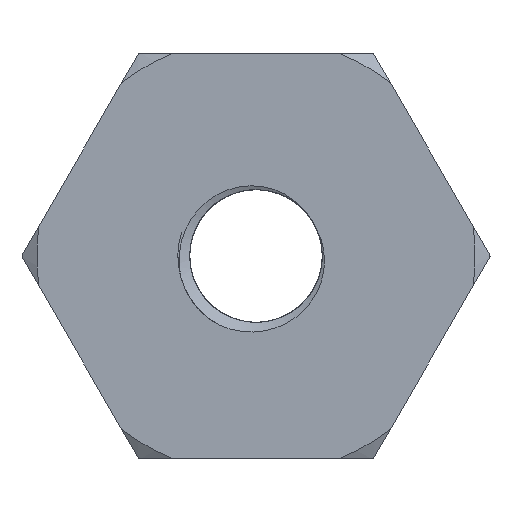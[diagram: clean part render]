
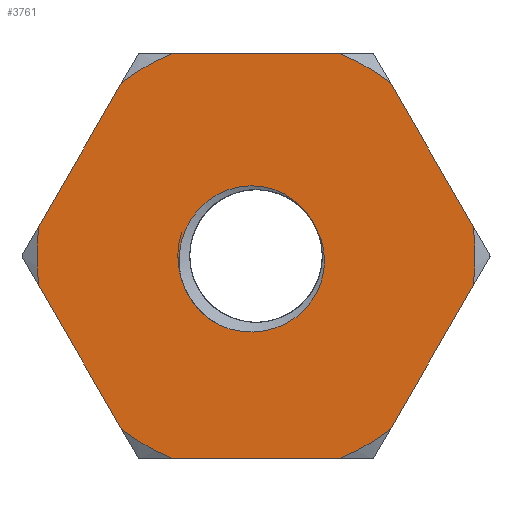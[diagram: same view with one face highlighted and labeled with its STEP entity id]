
A CAD part, left-side view. The second image highlights one B-rep face of the part: STEP entity #3761.
In plain terms, the highlighted planar face has unit normal (-1, 0, 0).
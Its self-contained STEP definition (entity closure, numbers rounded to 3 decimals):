
#121=DIRECTION('',(0.,-0.5,0.866));
#122=VECTOR('',#121,14.236);
#123=CARTESIAN_POINT('',(0.,18.671,2.56));
#124=LINE('',#123,#122);
#125=CARTESIAN_POINT('',(0.,0.,0.));
#126=DIRECTION('',(-1.,0.,0.));
#127=DIRECTION('',(0.,0.378,0.926));
#128=AXIS2_PLACEMENT_3D('',#125,#126,#127);
#130=DIRECTION('',(0.,-1.,0.));
#131=VECTOR('',#130,14.236);
#132=CARTESIAN_POINT('',(0.,7.118,17.45));
#133=LINE('',#132,#131);
#134=CARTESIAN_POINT('',(0.,0.,0.));
#135=DIRECTION('',(-1.,0.,0.));
#136=DIRECTION('',(0.,-0.613,0.79));
#137=AXIS2_PLACEMENT_3D('',#134,#135,#136);
#139=DIRECTION('',(0.,-0.5,-0.866));
#140=VECTOR('',#139,14.236);
#141=CARTESIAN_POINT('',(0.,-11.553,14.89));
#142=LINE('',#141,#140);
#143=DIRECTION('',(0.,0.5,-0.866));
#144=VECTOR('',#143,14.236);
#145=CARTESIAN_POINT('',(0.,-18.671,-2.56));
#146=LINE('',#145,#144);
#147=CARTESIAN_POINT('',(0.,0.,0.));
#148=DIRECTION('',(-1.,0.,0.));
#149=DIRECTION('',(0.,-0.378,-0.926));
#150=AXIS2_PLACEMENT_3D('',#147,#148,#149);
#152=DIRECTION('',(0.,1.,0.));
#153=VECTOR('',#152,14.236);
#154=CARTESIAN_POINT('',(0.,-7.118,-17.45));
#155=LINE('',#154,#153);
#156=CARTESIAN_POINT('',(0.,0.,0.));
#157=DIRECTION('',(-1.,0.,0.));
#158=DIRECTION('',(0.,0.613,-0.79));
#159=AXIS2_PLACEMENT_3D('',#156,#157,#158);
#161=DIRECTION('',(0.,0.5,0.866));
#162=VECTOR('',#161,14.236);
#163=CARTESIAN_POINT('',(0.,11.553,-14.89));
#164=LINE('',#163,#162);
#165=CARTESIAN_POINT('',(0.,0.,0.));
#166=DIRECTION('',(1.,0.,0.));
#167=DIRECTION('',(0.,-0.77,0.638));
#168=AXIS2_PLACEMENT_3D('',#165,#166,#167);
#170=CARTESIAN_POINT('',(0.,6.419,-1.998));
#171=CARTESIAN_POINT('',(0.,6.512,-1.627));
#172=CARTESIAN_POINT('',(0.,6.632,-0.883));
#173=CARTESIAN_POINT('',(0.,6.625,0.238));
#174=CARTESIAN_POINT('',(0.,6.425,1.349));
#175=CARTESIAN_POINT('',(0.,6.049,2.385));
#176=CARTESIAN_POINT('',(0.,5.5,3.349));
#177=CARTESIAN_POINT('',(0.,4.801,4.193));
#178=CARTESIAN_POINT('',(0.,3.979,4.899));
#179=CARTESIAN_POINT('',(0.,3.049,5.452));
#180=CARTESIAN_POINT('',(0.,2.053,5.832));
#181=CARTESIAN_POINT('',(0.,1.009,6.035));
#182=CARTESIAN_POINT('',(0.,-0.045,6.054));
#183=CARTESIAN_POINT('',(0.,-1.076,5.892));
#184=CARTESIAN_POINT('',(0.,-2.058,5.556));
#185=CARTESIAN_POINT('',(0.,-2.957,5.059));
#186=CARTESIAN_POINT('',(0.,-3.75,4.417));
#187=CARTESIAN_POINT('',(0.,-4.189,3.913));
#188=CARTESIAN_POINT('',(0.,-4.387,3.639));
#190=CARTESIAN_POINT('',(0.,3.161,-5.939));
#191=CARTESIAN_POINT('',(0.,3.507,-5.755));
#192=CARTESIAN_POINT('',(0.,4.143,-5.34));
#193=CARTESIAN_POINT('',(0.,4.958,-4.587));
#194=CARTESIAN_POINT('',(0.,5.591,-3.782));
#195=CARTESIAN_POINT('',(0.,6.083,-2.92));
#196=CARTESIAN_POINT('',(0.,6.322,-2.311));
#197=CARTESIAN_POINT('',(0.,6.419,-1.998));
#199=CARTESIAN_POINT('',(0.,-5.198,2.338));
#200=CARTESIAN_POINT('',(0.,-5.353,2.052));
#201=CARTESIAN_POINT('',(0.,-5.61,1.461));
#202=CARTESIAN_POINT('',(0.,-5.845,0.507));
#203=CARTESIAN_POINT('',(0.,-5.917,-0.483));
#204=CARTESIAN_POINT('',(0.,-5.821,-1.478));
#205=CARTESIAN_POINT('',(0.,-5.559,-2.45));
#206=CARTESIAN_POINT('',(0.,-5.132,-3.379));
#207=CARTESIAN_POINT('',(0.,-4.557,-4.223));
#208=CARTESIAN_POINT('',(0.,-3.839,-4.972));
#209=CARTESIAN_POINT('',(0.,-3.002,-5.596));
#210=CARTESIAN_POINT('',(0.,-2.069,-6.076));
#211=CARTESIAN_POINT('',(0.,-1.055,-6.401));
#212=CARTESIAN_POINT('',(0.,-0.001,-6.555));
#213=CARTESIAN_POINT('',(0.,1.076,-6.535));
#214=CARTESIAN_POINT('',(0.,2.147,-6.337));
#215=CARTESIAN_POINT('',(0.,2.827,-6.092));
#216=CARTESIAN_POINT('',(0.,3.161,-5.939));
#232=CARTESIAN_POINT('',(0.,0.,0.));
#233=DIRECTION('',(-1.,0.,0.));
#234=DIRECTION('',(0.,0.991,0.136));
#235=AXIS2_PLACEMENT_3D('',#232,#233,#234);
#258=CARTESIAN_POINT('',(0.,0.,0.));
#259=DIRECTION('',(-1.,0.,0.));
#260=DIRECTION('',(0.,-0.991,-0.136));
#261=AXIS2_PLACEMENT_3D('',#258,#259,#260);
#3511=CARTESIAN_POINT('',(0.,11.553,-14.89));
#3512=CARTESIAN_POINT('',(0.,7.118,-17.45));
#3513=VERTEX_POINT('',#3511);
#3514=VERTEX_POINT('',#3512);
#3515=CARTESIAN_POINT('',(0.,-7.118,-17.45));
#3516=CARTESIAN_POINT('',(0.,-11.553,-14.89));
#3517=VERTEX_POINT('',#3515);
#3518=VERTEX_POINT('',#3516);
#3519=CARTESIAN_POINT('',(0.,-11.553,14.89));
#3520=CARTESIAN_POINT('',(0.,-7.118,17.45));
#3521=VERTEX_POINT('',#3519);
#3522=VERTEX_POINT('',#3520);
#3523=CARTESIAN_POINT('',(0.,7.118,17.45));
#3524=CARTESIAN_POINT('',(0.,11.553,14.89));
#3525=VERTEX_POINT('',#3523);
#3526=VERTEX_POINT('',#3524);
#3543=CARTESIAN_POINT('',(0.,18.671,-2.56));
#3544=VERTEX_POINT('',#3543);
#3545=CARTESIAN_POINT('',(0.,18.671,2.56));
#3546=VERTEX_POINT('',#3545);
#3547=CARTESIAN_POINT('',(0.,-18.671,2.56));
#3548=VERTEX_POINT('',#3547);
#3549=CARTESIAN_POINT('',(0.,-18.671,-2.56));
#3550=VERTEX_POINT('',#3549);
#3593=VERTEX_POINT('',#190);
#3594=VERTEX_POINT('',#197);
#3690=CARTESIAN_POINT('',(0.,-4.387,3.639));
#3691=CARTESIAN_POINT('',(0.,-5.198,2.338));
#3692=VERTEX_POINT('',#3690);
#3693=VERTEX_POINT('',#3691);
#3720=CARTESIAN_POINT('',(0.,0.,0.));
#3721=DIRECTION('',(1.,0.,0.));
#3722=DIRECTION('',(0.,0.,-1.));
#3723=AXIS2_PLACEMENT_3D('',#3720,#3721,#3722);
#3724=PLANE('',#3723);
#3726=ORIENTED_EDGE('',*,*,#3725,.F.);
#3728=ORIENTED_EDGE('',*,*,#3727,.T.);
#3730=ORIENTED_EDGE('',*,*,#3729,.F.);
#3732=ORIENTED_EDGE('',*,*,#3731,.T.);
#3734=ORIENTED_EDGE('',*,*,#3733,.F.);
#3736=ORIENTED_EDGE('',*,*,#3735,.T.);
#3738=ORIENTED_EDGE('',*,*,#3737,.F.);
#3740=ORIENTED_EDGE('',*,*,#3739,.T.);
#3742=ORIENTED_EDGE('',*,*,#3741,.F.);
#3744=ORIENTED_EDGE('',*,*,#3743,.T.);
#3746=ORIENTED_EDGE('',*,*,#3745,.F.);
#3748=ORIENTED_EDGE('',*,*,#3747,.T.);
#3749=EDGE_LOOP('',(#3726,#3728,#3730,#3732,#3734,#3736,#3738,#3740,#3742,#3744,
#3746,#3748));
#3750=FACE_OUTER_BOUND('',#3749,.F.);
#3752=ORIENTED_EDGE('',*,*,#3751,.F.);
#3754=ORIENTED_EDGE('',*,*,#3753,.F.);
#3756=ORIENTED_EDGE('',*,*,#3755,.F.);
#3758=ORIENTED_EDGE('',*,*,#3757,.F.);
#3759=EDGE_LOOP('',(#3752,#3754,#3756,#3758));
#3760=FACE_BOUND('',#3759,.F.);
#129=CIRCLE('',#128,18.846);
#138=CIRCLE('',#137,18.846);
#151=CIRCLE('',#150,18.846);
#160=CIRCLE('',#159,18.846);
#169=CIRCLE('',#168,5.7);
#189=B_SPLINE_CURVE_WITH_KNOTS('',3,(#170,#171,#172,#173,#174,#175,#176,#177,
#178,#179,#180,#181,#182,#183,#184,#185,#186,#187,#188),.UNSPECIFIED.,.F.,.F.,
(4,1,1,1,1,1,1,1,1,1,1,1,1,1,1,1,4),(0.,0.063,0.125,0.188,0.25,
0.313,0.375,0.438,0.5,0.563,0.625,0.688,0.75,0.813,
0.875,0.938,1.),.UNSPECIFIED.);
#198=B_SPLINE_CURVE_WITH_KNOTS('',3,(#190,#191,#192,#193,#194,#195,#196,#197),
.UNSPECIFIED.,.F.,.F.,(4,1,1,1,1,4),(0.,0.2,0.4,0.6,0.8,1.),
.UNSPECIFIED.);
#217=B_SPLINE_CURVE_WITH_KNOTS('',3,(#199,#200,#201,#202,#203,#204,#205,#206,
#207,#208,#209,#210,#211,#212,#213,#214,#215,#216),.UNSPECIFIED.,.F.,.F.,(4,1,1,
1,1,1,1,1,1,1,1,1,1,1,1,4),(0.,0.067,0.133,0.2,
0.267,0.333,0.4,0.467,0.533,
0.6,0.667,0.733,0.8,0.867,
0.933,1.),.UNSPECIFIED.);
#236=CIRCLE('',#235,18.846);
#262=CIRCLE('',#261,18.846);
#3725=EDGE_CURVE('',#3546,#3544,#236,.T.);
#3727=EDGE_CURVE('',#3546,#3526,#124,.T.);
#3729=EDGE_CURVE('',#3525,#3526,#129,.T.);
#3731=EDGE_CURVE('',#3525,#3522,#133,.T.);
#3733=EDGE_CURVE('',#3521,#3522,#138,.T.);
#3735=EDGE_CURVE('',#3521,#3548,#142,.T.);
#3737=EDGE_CURVE('',#3550,#3548,#262,.T.);
#3739=EDGE_CURVE('',#3550,#3518,#146,.T.);
#3741=EDGE_CURVE('',#3517,#3518,#151,.T.);
#3743=EDGE_CURVE('',#3517,#3514,#155,.T.);
#3745=EDGE_CURVE('',#3513,#3514,#160,.T.);
#3747=EDGE_CURVE('',#3513,#3544,#164,.T.);
#3751=EDGE_CURVE('',#3692,#3693,#169,.T.);
#3753=EDGE_CURVE('',#3594,#3692,#189,.T.);
#3755=EDGE_CURVE('',#3593,#3594,#198,.T.);
#3757=EDGE_CURVE('',#3693,#3593,#217,.T.);
#3761=ADVANCED_FACE('',(#3750,#3760),#3724,.F.);
